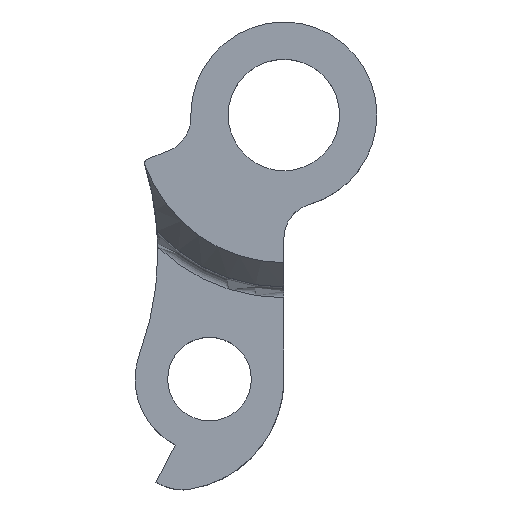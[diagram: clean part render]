
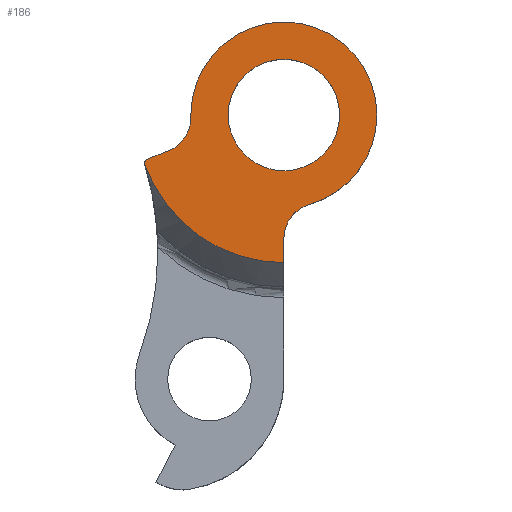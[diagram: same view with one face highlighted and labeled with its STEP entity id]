
A CAD part, top view. The second image highlights one B-rep face of the part: STEP entity #186.
In plain terms, the highlighted planar face has unit normal (0, 0, 1).
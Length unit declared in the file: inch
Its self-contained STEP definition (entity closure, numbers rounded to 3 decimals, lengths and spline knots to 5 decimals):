
#11 = DIRECTION ( 'NONE',  ( 1., 0., 0. ) ) ;
#13 = AXIS2_PLACEMENT_3D ( 'NONE', #93, #460, #1020 ) ;
#26 = DIRECTION ( 'NONE',  ( 0., -1., 0. ) ) ;
#29 = EDGE_CURVE ( 'NONE', #1044, #198, #512, .T. ) ;
#40 = VERTEX_POINT ( 'NONE', #1111 ) ;
#43 = AXIS2_PLACEMENT_3D ( 'NONE', #464, #1118, #552 ) ;
#44 = DIRECTION ( 'NONE',  ( 1., 0., 0. ) ) ;
#46 = AXIS2_PLACEMENT_3D ( 'NONE', #590, #1151, #492 ) ;
#93 = CARTESIAN_POINT ( 'NONE',  ( 0., 0., 0. ) ) ;
#103 = ORIENTED_EDGE ( 'NONE', *, *, #1207, .T. ) ;
#119 = EDGE_CURVE ( 'NONE', #181, #255, #207, .T. ) ;
#141 = ORIENTED_EDGE ( 'NONE', *, *, #567, .F. ) ;
#142 = AXIS2_PLACEMENT_3D ( 'NONE', #274, #1197, #363 ) ;
#153 = AXIS2_PLACEMENT_3D ( 'NONE', #1141, #402, #1048 ) ;
#158 = EDGE_CURVE ( 'NONE', #330, #1006, #1170, .T. ) ;
#159 = ORIENTED_EDGE ( 'NONE', *, *, #119, .F. ) ;
#171 = CARTESIAN_POINT ( 'NONE',  ( -0.39357, -0.01175, 0. ) ) ;
#177 = CIRCLE ( 'NONE', #313, 0.3937 ) ;
#181 = VERTEX_POINT ( 'NONE', #275 ) ;
#182 = PLANE ( 'NONE',  #13 ) ;
#184 = EDGE_CURVE ( 'NONE', #255, #198, #374, .T. ) ;
#186 = ADVANCED_FACE ( 'NONE', ( #1087, #408 ), #182, .T. ) ;
#198 = VERTEX_POINT ( 'NONE', #270 ) ;
#207 = CIRCLE ( 'NONE', #640, 0.15 ) ;
#223 = VERTEX_POINT ( 'NONE', #832 ) ;
#250 = CARTESIAN_POINT ( 'NONE',  ( 0., 0., 0. ) ) ;
#255 = VERTEX_POINT ( 'NONE', #171 ) ;
#270 = CARTESIAN_POINT ( 'NONE',  ( -0.39361, -0.00851, 0. ) ) ;
#274 = CARTESIAN_POINT ( 'NONE',  ( 0., 0., 0. ) ) ;
#275 = CARTESIAN_POINT ( 'NONE',  ( -0.48847, -0.15126, 0. ) ) ;
#294 = CIRCLE ( 'NONE', #774, 0.236 ) ;
#307 = LINE ( 'NONE', #823, #554 ) ;
#313 = AXIS2_PLACEMENT_3D ( 'NONE', #801, #337, #992 ) ;
#330 = VERTEX_POINT ( 'NONE', #1179 ) ;
#334 = ORIENTED_EDGE ( 'NONE', *, *, #184, .F. ) ;
#337 = DIRECTION ( 'NONE',  ( 0., 0., 1. ) ) ;
#363 = DIRECTION ( 'NONE',  ( 1., 0., 0. ) ) ;
#374 = CIRCLE ( 'NONE', #958, 0.15 ) ;
#394 = ORIENTED_EDGE ( 'NONE', *, *, #1022, .T. ) ;
#402 = DIRECTION ( 'NONE',  ( 0., 0., 1. ) ) ;
#408 = FACE_OUTER_BOUND ( 'NONE', #531, .T. ) ;
#413 = VERTEX_POINT ( 'NONE', #794 ) ;
#414 = DIRECTION ( 'NONE',  ( 0., 0., 1. ) ) ;
#460 = DIRECTION ( 'NONE',  ( 0., 0., 1. ) ) ;
#461 = ORIENTED_EDGE ( 'NONE', *, *, #158, .T. ) ;
#464 = CARTESIAN_POINT ( 'NONE',  ( -0.56972, -0.20486, 0. ) ) ;
#490 = CARTESIAN_POINT ( 'NONE',  ( 0., -0.625, 0. ) ) ;
#492 = DIRECTION ( 'NONE',  ( 1., 0., 0. ) ) ;
#498 = ORIENTED_EDGE ( 'NONE', *, *, #1084, .T. ) ;
#503 = CARTESIAN_POINT ( 'NONE',  ( 0.3937, 0., 0. ) ) ;
#506 = CARTESIAN_POINT ( 'NONE',  ( 0., 0., 0. ) ) ;
#512 = CIRCLE ( 'NONE', #142, 0.3937 ) ;
#519 = CARTESIAN_POINT ( 'NONE',  ( -0.3937, 0., 0. ) ) ;
#526 = VERTEX_POINT ( 'NONE', #503 ) ;
#531 = EDGE_LOOP ( 'NONE', ( #579, #103, #461, #141, #952, #394, #498, #861, #334, #159 ) ) ;
#547 = EDGE_CURVE ( 'NONE', #413, #40, #985, .T. ) ;
#549 = DIRECTION ( 'NONE',  ( 0., 0., 1. ) ) ;
#552 = DIRECTION ( 'NONE',  ( 1., 0., 0. ) ) ;
#554 = VECTOR ( 'NONE', #633, 39.37008 ) ;
#567 = EDGE_CURVE ( 'NONE', #223, #1006, #836, .T. ) ;
#579 = ORIENTED_EDGE ( 'NONE', *, *, #1125, .T. ) ;
#586 = VECTOR ( 'NONE', #26, 39.37008 ) ;
#590 = CARTESIAN_POINT ( 'NONE',  ( 0., 0., 0. ) ) ;
#597 = ORIENTED_EDGE ( 'NONE', *, *, #547, .F. ) ;
#633 = DIRECTION ( 'NONE',  ( -0.93, -0.367, 0. ) ) ;
#640 = AXIS2_PLACEMENT_3D ( 'NONE', #854, #663, #11 ) ;
#663 = DIRECTION ( 'NONE',  ( 0., 0., 1. ) ) ;
#702 = VERTEX_POINT ( 'NONE', #849 ) ;
#746 = CIRCLE ( 'NONE', #43, 0.02 ) ;
#757 = EDGE_CURVE ( 'NONE', #702, #223, #881, .T. ) ;
#772 = CARTESIAN_POINT ( 'NONE',  ( 0., 0., 0. ) ) ;
#774 = AXIS2_PLACEMENT_3D ( 'NONE', #975, #414, #1065 ) ;
#794 = CARTESIAN_POINT ( 'NONE',  ( 0.236, 0., 0. ) ) ;
#801 = CARTESIAN_POINT ( 'NONE',  ( 0., 0., 0. ) ) ;
#816 = AXIS2_PLACEMENT_3D ( 'NONE', #250, #1005, #910 ) ;
#823 = CARTESIAN_POINT ( 'NONE',  ( -0.01424, 0.03605, 0. ) ) ;
#827 = AXIS2_PLACEMENT_3D ( 'NONE', #506, #939, #44 ) ;
#832 = CARTESIAN_POINT ( 'NONE',  ( 0., -0.5226, 0. ) ) ;
#836 = LINE ( 'NONE', #772, #586 ) ;
#849 = CARTESIAN_POINT ( 'NONE',  ( 0.10862, -0.37842, 0. ) ) ;
#854 = CARTESIAN_POINT ( 'NONE',  ( -0.54357, -0.01175, 0. ) ) ;
#861 = ORIENTED_EDGE ( 'NONE', *, *, #29, .T. ) ;
#874 = EDGE_CURVE ( 'NONE', #40, #413, #294, .T. ) ;
#881 = CIRCLE ( 'NONE', #153, 0.15 ) ;
#910 = DIRECTION ( 'NONE',  ( 1., 0., 0. ) ) ;
#939 = DIRECTION ( 'NONE',  ( 0., 0., 1. ) ) ;
#952 = ORIENTED_EDGE ( 'NONE', *, *, #757, .F. ) ;
#958 = AXIS2_PLACEMENT_3D ( 'NONE', #1205, #549, #1114 ) ;
#975 = CARTESIAN_POINT ( 'NONE',  ( 0., 0., 0. ) ) ;
#985 = CIRCLE ( 'NONE', #46, 0.236 ) ;
#992 = DIRECTION ( 'NONE',  ( 1., 0., 0. ) ) ;
#1005 = DIRECTION ( 'NONE',  ( 0., 0., 1. ) ) ;
#1006 = VERTEX_POINT ( 'NONE', #490 ) ;
#1020 = DIRECTION ( 'NONE',  ( 1., 0., 0. ) ) ;
#1022 = EDGE_CURVE ( 'NONE', #702, #526, #177, .T. ) ;
#1044 = VERTEX_POINT ( 'NONE', #519 ) ;
#1048 = DIRECTION ( 'NONE',  ( 1., 0., 0. ) ) ;
#1065 = DIRECTION ( 'NONE',  ( 1., 0., 0. ) ) ;
#1082 = ORIENTED_EDGE ( 'NONE', *, *, #874, .F. ) ;
#1084 = EDGE_CURVE ( 'NONE', #526, #1044, #1115, .T. ) ;
#1087 = FACE_BOUND ( 'NONE', #1148, .T. ) ;
#1111 = CARTESIAN_POINT ( 'NONE',  ( -0.236, 0., 0. ) ) ;
#1114 = DIRECTION ( 'NONE',  ( 1., 0., 0. ) ) ;
#1115 = CIRCLE ( 'NONE', #816, 0.3937 ) ;
#1118 = DIRECTION ( 'NONE',  ( 0., 0., 1. ) ) ;
#1125 = EDGE_CURVE ( 'NONE', #181, #1174, #307, .T. ) ;
#1141 = CARTESIAN_POINT ( 'NONE',  ( 0.15, -0.5226, 0. ) ) ;
#1148 = EDGE_LOOP ( 'NONE', ( #597, #1082 ) ) ;
#1151 = DIRECTION ( 'NONE',  ( 0., 0., 1. ) ) ;
#1170 = CIRCLE ( 'NONE', #827, 0.625 ) ;
#1174 = VERTEX_POINT ( 'NONE', #1193 ) ;
#1179 = CARTESIAN_POINT ( 'NONE',  ( -0.58954, -0.20752, 0. ) ) ;
#1193 = CARTESIAN_POINT ( 'NONE',  ( -0.57707, -0.18626, 0. ) ) ;
#1197 = DIRECTION ( 'NONE',  ( 0., 0., 1. ) ) ;
#1205 = CARTESIAN_POINT ( 'NONE',  ( -0.54357, -0.01175, 0. ) ) ;
#1207 = EDGE_CURVE ( 'NONE', #1174, #330, #746, .T. ) ;
